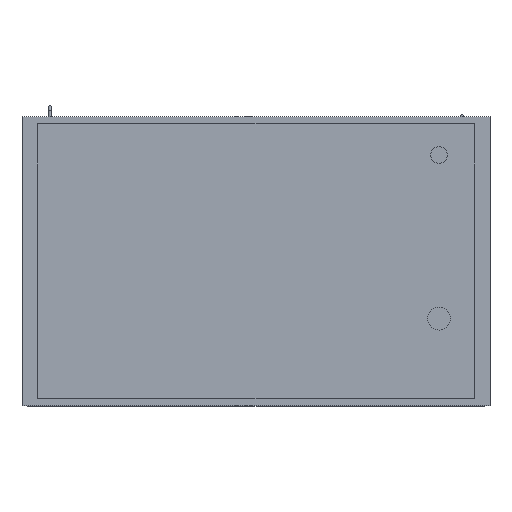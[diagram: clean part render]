
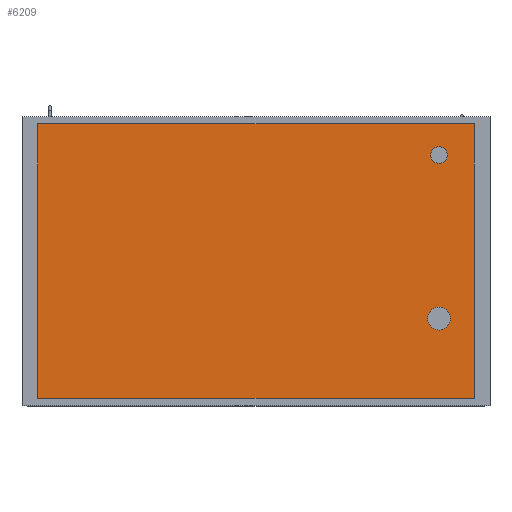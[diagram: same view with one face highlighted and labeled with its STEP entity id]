
A CAD part, front view. The second image highlights one B-rep face of the part: STEP entity #6209.
In plain terms, the highlighted planar face has unit normal (0, -1, 0).
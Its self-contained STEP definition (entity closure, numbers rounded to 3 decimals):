
#98=FACE_BOUND('',#816,.T.);
#99=FACE_BOUND('',#817,.T.);
#119=PLANE('',#6654);
#436=FACE_OUTER_BOUND('',#815,.T.);
#815=EDGE_LOOP('',(#4400,#4401,#4402,#4403));
#816=EDGE_LOOP('',(#4404,#4405));
#817=EDGE_LOOP('',(#4406,#4407));
#1202=LINE('',#9009,#1954);
#1206=LINE('',#9017,#1958);
#1209=LINE('',#9023,#1961);
#1212=LINE('',#9028,#1964);
#1954=VECTOR('',#7208,10.);
#1958=VECTOR('',#7214,10.);
#1961=VECTOR('',#7219,10.);
#1964=VECTOR('',#7224,10.);
#2694=CIRCLE('',#6635,20.);
#2695=CIRCLE('',#6636,20.);
#2698=CIRCLE('',#6641,27.5);
#2699=CIRCLE('',#6642,27.5);
#2840=VERTEX_POINT('',#8964);
#2841=VERTEX_POINT('',#8966);
#2844=VERTEX_POINT('',#8975);
#2845=VERTEX_POINT('',#8977);
#2854=VERTEX_POINT('',#9007);
#2855=VERTEX_POINT('',#9008);
#2858=VERTEX_POINT('',#9016);
#2860=VERTEX_POINT('',#9022);
#3445=EDGE_CURVE('',#2841,#2840,#2694,.T.);
#3446=EDGE_CURVE('',#2840,#2841,#2695,.T.);
#3450=EDGE_CURVE('',#2845,#2844,#2698,.T.);
#3451=EDGE_CURVE('',#2844,#2845,#2699,.T.);
#3464=EDGE_CURVE('',#2854,#2855,#1202,.T.);
#3468=EDGE_CURVE('',#2858,#2854,#1206,.T.);
#3471=EDGE_CURVE('',#2860,#2858,#1209,.T.);
#3474=EDGE_CURVE('',#2855,#2860,#1212,.T.);
#4400=ORIENTED_EDGE('',*,*,#3474,.F.);
#4401=ORIENTED_EDGE('',*,*,#3464,.F.);
#4402=ORIENTED_EDGE('',*,*,#3468,.F.);
#4403=ORIENTED_EDGE('',*,*,#3471,.F.);
#4404=ORIENTED_EDGE('',*,*,#3445,.T.);
#4405=ORIENTED_EDGE('',*,*,#3446,.T.);
#4406=ORIENTED_EDGE('',*,*,#3450,.T.);
#4407=ORIENTED_EDGE('',*,*,#3451,.T.);
#6209=ADVANCED_FACE('',(#436,#98,#99),#119,.F.);
#6635=AXIS2_PLACEMENT_3D('',#8967,#7165,#7166);
#6636=AXIS2_PLACEMENT_3D('',#8968,#7167,#7168);
#6641=AXIS2_PLACEMENT_3D('',#8978,#7178,#7179);
#6642=AXIS2_PLACEMENT_3D('',#8979,#7180,#7181);
#6654=AXIS2_PLACEMENT_3D('',#9031,#7228,#7229);
#7165=DIRECTION('center_axis',(0.,1.,0.));
#7166=DIRECTION('ref_axis',(1.,0.,0.));
#7167=DIRECTION('center_axis',(0.,1.,0.));
#7168=DIRECTION('ref_axis',(1.,0.,0.));
#7178=DIRECTION('center_axis',(0.,1.,0.));
#7179=DIRECTION('ref_axis',(1.,0.,0.));
#7180=DIRECTION('center_axis',(0.,1.,0.));
#7181=DIRECTION('ref_axis',(1.,0.,0.));
#7208=DIRECTION('',(0.,0.,1.));
#7214=DIRECTION('',(-1.,0.,0.));
#7219=DIRECTION('',(0.,0.,-1.));
#7224=DIRECTION('',(1.,0.,0.));
#7228=DIRECTION('center_axis',(0.,1.,0.));
#7229=DIRECTION('ref_axis',(0.,0.,1.));
#8964=CARTESIAN_POINT('',(420.,0.,255.));
#8966=CARTESIAN_POINT('',(460.,0.,255.));
#8967=CARTESIAN_POINT('Origin',(440.,0.,255.));
#8968=CARTESIAN_POINT('Origin',(440.,0.,255.));
#8975=CARTESIAN_POINT('',(412.5,0.,-138.));
#8977=CARTESIAN_POINT('',(467.5,0.,-138.));
#8978=CARTESIAN_POINT('Origin',(440.,0.,-138.));
#8979=CARTESIAN_POINT('Origin',(440.,0.,-138.));
#9007=CARTESIAN_POINT('',(-525.,0.,-330.));
#9008=CARTESIAN_POINT('',(-525.,0.,330.));
#9009=CARTESIAN_POINT('',(-525.,0.,-330.));
#9016=CARTESIAN_POINT('',(525.,0.,-330.));
#9017=CARTESIAN_POINT('',(525.,0.,-330.));
#9022=CARTESIAN_POINT('',(525.,0.,330.));
#9023=CARTESIAN_POINT('',(525.,0.,330.));
#9028=CARTESIAN_POINT('',(-525.,0.,330.));
#9031=CARTESIAN_POINT('Origin',(0.,0.,0.));
